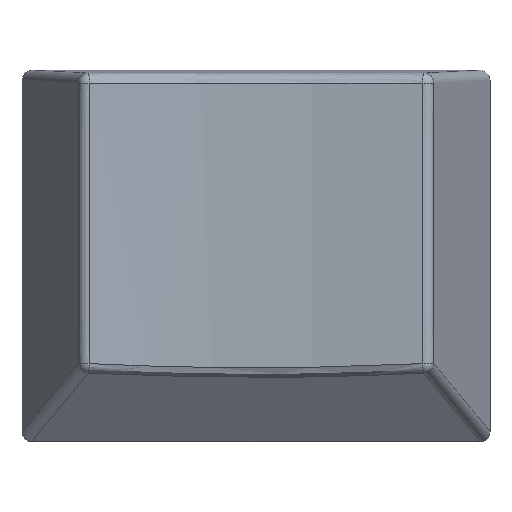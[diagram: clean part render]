
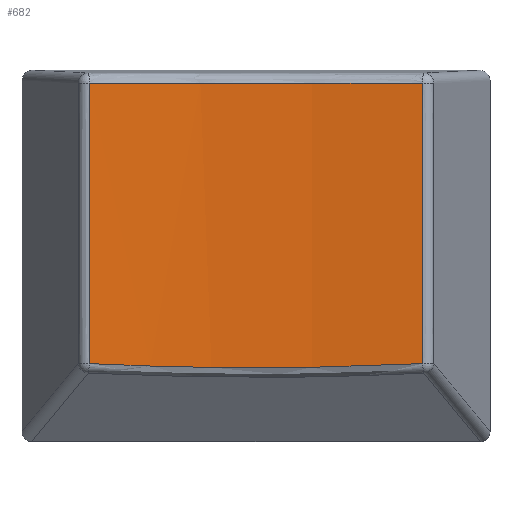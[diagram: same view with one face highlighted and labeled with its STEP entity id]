
A CAD part, top view. The second image highlights one B-rep face of the part: STEP entity #682.
In plain terms, the highlighted free-form (B-spline) face has degree [5, 1] with [15, 2] control points.
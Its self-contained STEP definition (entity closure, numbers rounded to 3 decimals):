
#15=(
BOUNDED_SURFACE()
B_SPLINE_SURFACE(5,1,((#1254,#1255),(#1256,#1257),(#1258,#1259),(#1260,
#1261),(#1262,#1263),(#1264,#1265),(#1266,#1267),(#1268,#1269),(#1270,#1271),
(#1272,#1273),(#1274,#1275),(#1276,#1277),(#1278,#1279),(#1280,#1281),(#1282,
#1283)),.UNSPECIFIED.,.F.,.F.,.F.)
B_SPLINE_SURFACE_WITH_KNOTS((6,1,1,1,1,1,1,1,1,1,6),(2,2),(-1.,-0.9,-0.8,
-0.7,-0.6,-0.5,-0.4,-0.3,-0.2,-0.1,0.),(-1.07,1.07),.UNSPECIFIED.)
GEOMETRIC_REPRESENTATION_ITEM()
RATIONAL_B_SPLINE_SURFACE(((1.,1.),(1.,1.),(1.,1.),(1.,1.),(1.,1.),(1.,
1.),(1.,1.),(1.,1.),(1.,1.),(1.,1.),(1.,1.),(1.,1.),(1.,1.),(1.,1.),(1.,
1.)))
REPRESENTATION_ITEM('')
SURFACE()
);
#78=FACE_OUTER_BOUND('',#121,.T.);
#121=EDGE_LOOP('',(#546,#547,#548,#549));
#151=B_SPLINE_CURVE_WITH_KNOTS('',3,(#1105,#1106,#1107,#1108,#1109),
 .UNSPECIFIED.,.F.,.F.,(4,1,4),(0.042,0.746,1.685),
 .UNSPECIFIED.);
#153=B_SPLINE_CURVE_WITH_KNOTS('',3,(#1160,#1161,#1162,#1163,#1164),
 .UNSPECIFIED.,.F.,.F.,(4,1,4),(0.042,0.747,1.685),
 .UNSPECIFIED.);
#155=B_SPLINE_CURVE_WITH_KNOTS('',3,(#1195,#1196,#1197,#1198),
 .UNSPECIFIED.,.F.,.F.,(4,4),(0.05,1.416),
 .UNSPECIFIED.);
#156=B_SPLINE_CURVE_WITH_KNOTS('',3,(#1219,#1220,#1221,#1222),
 .UNSPECIFIED.,.F.,.F.,(4,4),(-1.416,-0.05),
 .UNSPECIFIED.);
#313=VERTEX_POINT('',#1065);
#316=VERTEX_POINT('',#1072);
#318=VERTEX_POINT('',#1112);
#322=VERTEX_POINT('',#1124);
#385=EDGE_CURVE('',#313,#316,#151,.T.);
#396=EDGE_CURVE('',#322,#318,#153,.T.);
#401=EDGE_CURVE('',#316,#322,#155,.T.);
#402=EDGE_CURVE('',#318,#313,#156,.T.);
#546=ORIENTED_EDGE('',*,*,#396,.F.);
#547=ORIENTED_EDGE('',*,*,#401,.F.);
#548=ORIENTED_EDGE('',*,*,#385,.F.);
#549=ORIENTED_EDGE('',*,*,#402,.F.);
#682=ADVANCED_FACE('',(#78),#15,.F.);
#1065=CARTESIAN_POINT('',(-8.123,8.396,9.336));
#1072=CARTESIAN_POINT('',(8.123,8.396,9.336));
#1105=CARTESIAN_POINT('Ctrl Pts',(-8.123,8.396,9.336));
#1106=CARTESIAN_POINT('Ctrl Pts',(-5.812,8.401,9.041));
#1107=CARTESIAN_POINT('Ctrl Pts',(-0.39,8.409,8.589));
#1108=CARTESIAN_POINT('Ctrl Pts',(5.041,8.403,8.943));
#1109=CARTESIAN_POINT('Ctrl Pts',(8.123,8.396,9.336));
#1112=CARTESIAN_POINT('',(-8.123,-5.261,9.336));
#1124=CARTESIAN_POINT('',(8.123,-5.261,9.336));
#1160=CARTESIAN_POINT('Ctrl Pts',(8.123,-5.261,9.336));
#1161=CARTESIAN_POINT('Ctrl Pts',(5.813,-5.371,9.041));
#1162=CARTESIAN_POINT('Ctrl Pts',(0.39,-5.539,8.588));
#1163=CARTESIAN_POINT('Ctrl Pts',(-5.043,-5.407,8.943));
#1164=CARTESIAN_POINT('Ctrl Pts',(-8.123,-5.261,9.336));
#1195=CARTESIAN_POINT('Ctrl Pts',(8.123,8.396,9.336));
#1196=CARTESIAN_POINT('Ctrl Pts',(8.123,3.843,9.336));
#1197=CARTESIAN_POINT('Ctrl Pts',(8.123,-0.709,9.336));
#1198=CARTESIAN_POINT('Ctrl Pts',(8.123,-5.261,9.336));
#1219=CARTESIAN_POINT('Ctrl Pts',(-8.123,-5.261,9.336));
#1220=CARTESIAN_POINT('Ctrl Pts',(-8.123,-0.709,
9.336));
#1221=CARTESIAN_POINT('Ctrl Pts',(-8.123,3.843,9.336));
#1222=CARTESIAN_POINT('Ctrl Pts',(-8.123,8.396,9.336));
#1254=CARTESIAN_POINT('Ctrl Pts',(8.541,-10.701,9.39));
#1255=CARTESIAN_POINT('Ctrl Pts',(8.541,10.701,9.39));
#1256=CARTESIAN_POINT('Ctrl Pts',(8.2,-10.701,9.344));
#1257=CARTESIAN_POINT('Ctrl Pts',(8.2,10.701,9.344));
#1258=CARTESIAN_POINT('Ctrl Pts',(7.516,-10.701,9.257));
#1259=CARTESIAN_POINT('Ctrl Pts',(7.516,10.701,9.257));
#1260=CARTESIAN_POINT('Ctrl Pts',(6.491,-10.701,9.139));
#1261=CARTESIAN_POINT('Ctrl Pts',(6.491,10.701,9.139));
#1262=CARTESIAN_POINT('Ctrl Pts',(5.125,-10.701,9.005));
#1263=CARTESIAN_POINT('Ctrl Pts',(5.125,10.701,9.005));
#1264=CARTESIAN_POINT('Ctrl Pts',(3.417,-10.701,8.881));
#1265=CARTESIAN_POINT('Ctrl Pts',(3.417,10.701,8.881));
#1266=CARTESIAN_POINT('Ctrl Pts',(1.708,-10.701,8.803));
#1267=CARTESIAN_POINT('Ctrl Pts',(1.708,10.701,8.803));
#1268=CARTESIAN_POINT('Ctrl Pts',(0.,-10.701,8.777));
#1269=CARTESIAN_POINT('Ctrl Pts',(0.,10.701,8.777));
#1270=CARTESIAN_POINT('Ctrl Pts',(-1.708,-10.701,8.803));
#1271=CARTESIAN_POINT('Ctrl Pts',(-1.708,10.701,8.803));
#1272=CARTESIAN_POINT('Ctrl Pts',(-3.417,-10.701,8.881));
#1273=CARTESIAN_POINT('Ctrl Pts',(-3.417,10.701,8.881));
#1274=CARTESIAN_POINT('Ctrl Pts',(-5.125,-10.701,9.005));
#1275=CARTESIAN_POINT('Ctrl Pts',(-5.125,10.701,9.005));
#1276=CARTESIAN_POINT('Ctrl Pts',(-6.491,-10.701,9.139));
#1277=CARTESIAN_POINT('Ctrl Pts',(-6.491,10.701,9.139));
#1278=CARTESIAN_POINT('Ctrl Pts',(-7.516,-10.701,9.257));
#1279=CARTESIAN_POINT('Ctrl Pts',(-7.516,10.701,9.257));
#1280=CARTESIAN_POINT('Ctrl Pts',(-8.2,-10.701,9.344));
#1281=CARTESIAN_POINT('Ctrl Pts',(-8.2,10.701,9.344));
#1282=CARTESIAN_POINT('Ctrl Pts',(-8.541,-10.701,9.39));
#1283=CARTESIAN_POINT('Ctrl Pts',(-8.541,10.701,9.39));
